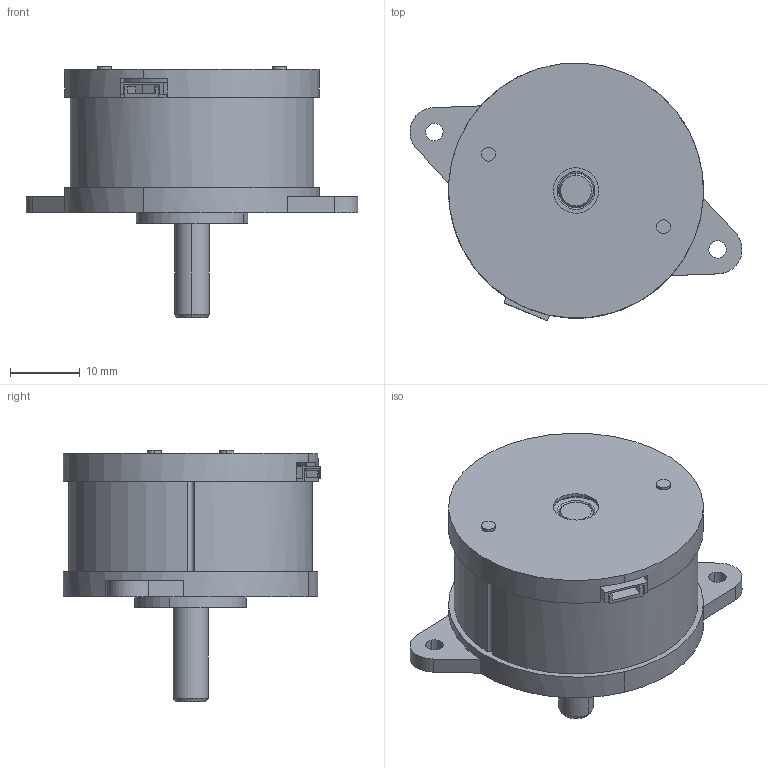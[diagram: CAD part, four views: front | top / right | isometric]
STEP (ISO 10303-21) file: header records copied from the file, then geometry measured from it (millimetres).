
FILE_DESCRIPTION((''),'2;1');
FILE_NAME('FL36STH20-0804MAN-01_SW0001','2021-03-10T15:31:08',('wangyw'),(''),'CREO PARAMETRIC BY PTC INC, 2017110','CREO PARAMETRIC BY PTC INC, 2017110','');
FILE_SCHEMA(('CONFIG_CONTROL_DESIGN'));
Products named in the file (1): FL36STH20-0804MAN-01_SW0001
Bounding box: 47.5 x 36.88 x 36 mm (x, y, z)
Volume: 16219.7 mm3; surface area: 20959.6 mm2
Topology: 1 solids, 4 shells, 3324 faces, 10426 edges, 6844 vertices
Faces by surface type: plane 1702, cylinder 1536, extrusion 32, torus 26, cone 24, bspline 4
Entity records: 118720 total; most frequent: CARTESIAN_POINT 22172, ORIENTED_EDGE 20852, DIRECTION 20829, EDGE_CURVE 10426, AXIS2_PLACEMENT_3D 7254, VERTEX_POINT 6844, VECTOR 6321, LINE 6289
